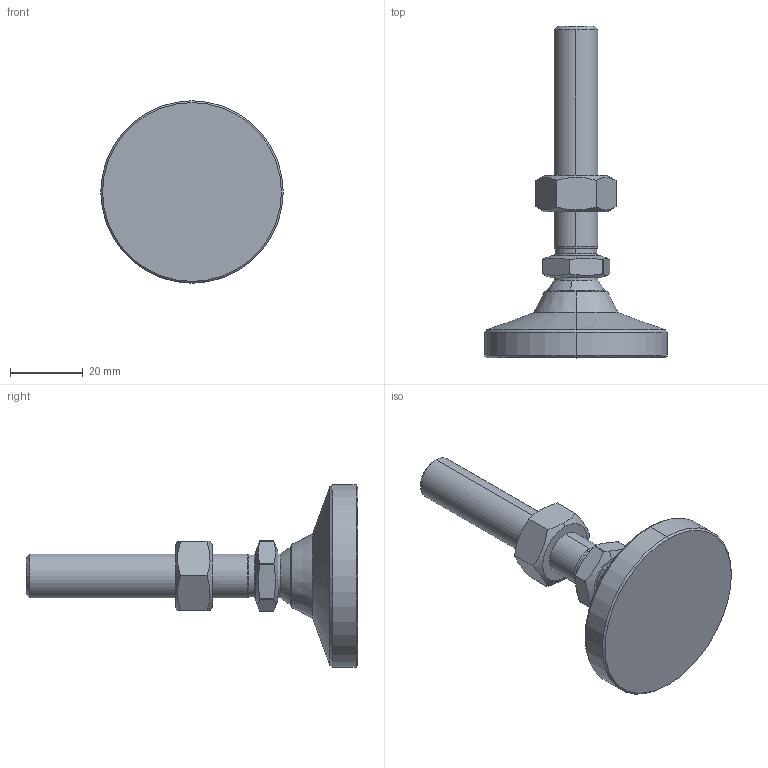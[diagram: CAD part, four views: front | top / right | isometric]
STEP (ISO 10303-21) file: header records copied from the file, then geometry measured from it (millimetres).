
FILE_DESCRIPTION (( 'STEP AP214' ), '1' );
FILE_NAME ('7410950', '2019-02-01T14:32:33', ( '' ), ('JUGARD+KÜNSTNER GmbH'), 'SwSTEP 2.0', 'SolidWorks 2017', '' );
FILE_SCHEMA (( 'AUTOMOTIVE_DESIGN' ));
Length unit declared in the file: millimetre
Products named in the file (1): 7410950_CNAJF00
Bounding box: 50 x 90.97 x 50 mm (x, y, z)
Volume: 32941.6 mm3; surface area: 8949.9 mm2
Topology: 1 solids, 1 shells, 62 faces, 155 edges, 100 vertices
Faces by surface type: cone 20, plane 19, cylinder 17, bspline 6
Entity records: 2384 total; most frequent: CARTESIAN_POINT 937, ORIENTED_EDGE 310, DIRECTION 275, EDGE_CURVE 155, AXIS2_PLACEMENT_3D 113, VERTEX_POINT 100, EDGE_LOOP 67, FACE_OUTER_BOUND 62
